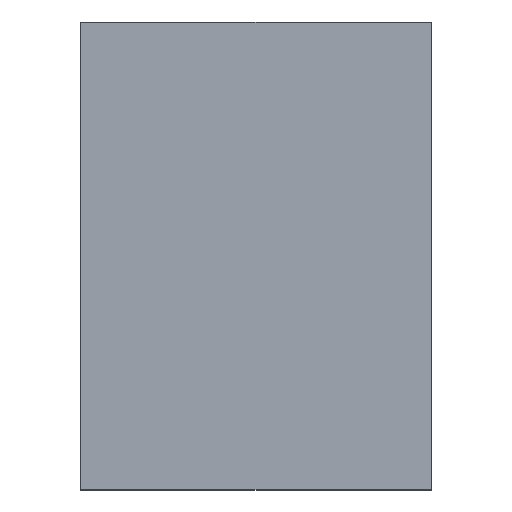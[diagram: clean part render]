
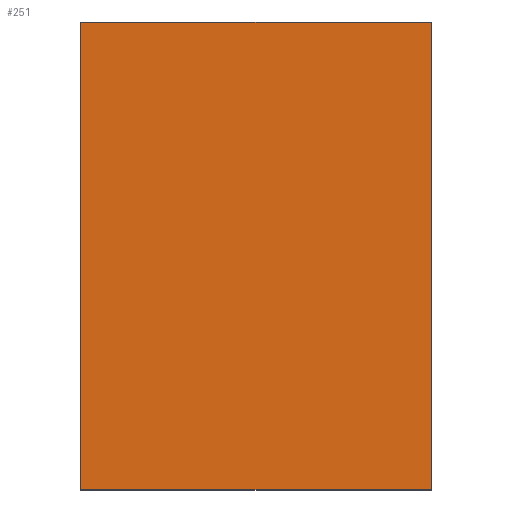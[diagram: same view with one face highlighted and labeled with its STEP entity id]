
A CAD part, top view. The second image highlights one B-rep face of the part: STEP entity #251.
In plain terms, the highlighted planar face has unit normal (0, 0, 1).
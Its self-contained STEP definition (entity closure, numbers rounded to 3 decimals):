
#40=PLANE('',#285);
#55=FACE_OUTER_BOUND('',#76,.T.);
#76=EDGE_LOOP('',(#229,#230,#231,#232));
#80=LINE('',#362,#96);
#85=LINE('',#390,#101);
#90=LINE('',#401,#106);
#92=LINE('',#847,#108);
#96=VECTOR('',#305,10.);
#101=VECTOR('',#320,10.);
#106=VECTOR('',#333,10.);
#108=VECTOR('',#341,10.);
#121=VERTEX_POINT('',#359);
#122=VERTEX_POINT('',#361);
#128=VERTEX_POINT('',#387);
#129=VERTEX_POINT('',#389);
#144=EDGE_CURVE('',#121,#122,#80,.T.);
#152=EDGE_CURVE('',#128,#129,#85,.T.);
#158=EDGE_CURVE('',#128,#122,#90,.T.);
#168=EDGE_CURVE('',#121,#129,#92,.T.);
#229=ORIENTED_EDGE('',*,*,#168,.T.);
#230=ORIENTED_EDGE('',*,*,#152,.F.);
#231=ORIENTED_EDGE('',*,*,#158,.T.);
#232=ORIENTED_EDGE('',*,*,#144,.F.);
#251=ADVANCED_FACE('',(#55),#40,.T.);
#285=AXIS2_PLACEMENT_3D('',#848,#342,#343);
#305=DIRECTION('',(1.,0.,0.));
#320=DIRECTION('',(-1.,0.,0.));
#333=DIRECTION('',(0.,1.,0.));
#341=DIRECTION('',(0.,-1.,0.));
#342=DIRECTION('center_axis',(0.,0.,1.));
#343=DIRECTION('ref_axis',(1.,0.,0.));
#359=CARTESIAN_POINT('',(0.,35.,20.));
#361=CARTESIAN_POINT('',(30.,35.,20.));
#362=CARTESIAN_POINT('',(0.,35.,20.));
#387=CARTESIAN_POINT('',(30.,-5.,20.));
#389=CARTESIAN_POINT('',(0.,-5.,20.));
#390=CARTESIAN_POINT('',(30.,-5.,20.));
#401=CARTESIAN_POINT('',(30.,15.002,20.));
#847=CARTESIAN_POINT('',(0.,0.,20.));
#848=CARTESIAN_POINT('Origin',(15.,15.003,20.));
